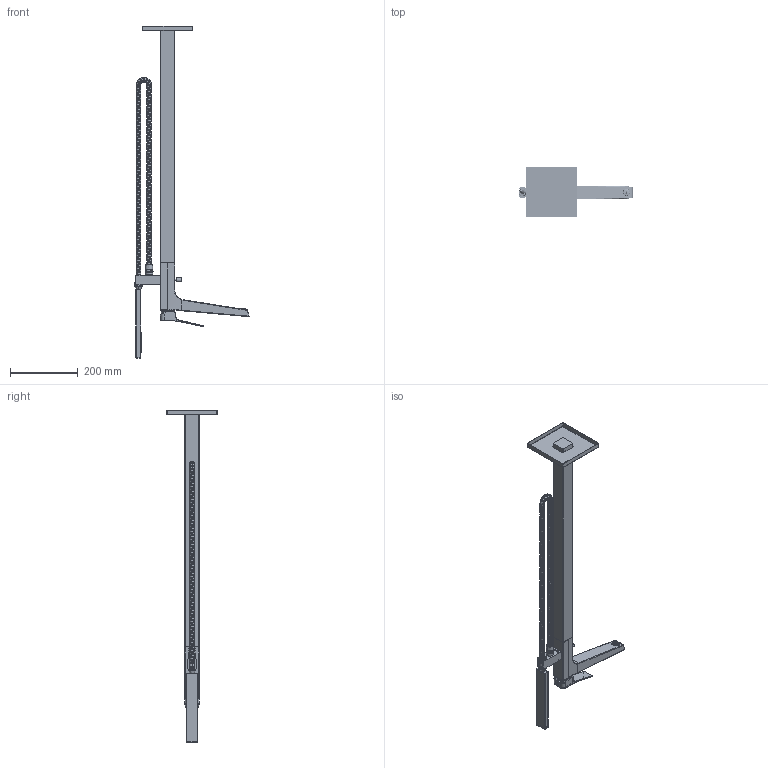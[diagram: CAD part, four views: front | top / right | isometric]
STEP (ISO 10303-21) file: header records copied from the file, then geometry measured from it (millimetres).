
FILE_DESCRIPTION (( 'STEP AP203' ), '1' );
FILE_NAME ('42CP12543.STEP', '2025-10-07T10:51:09', ( '' ), ( '' ), 'SwSTEP 2.0', 'SolidWorks 2021', '' );
FILE_SCHEMA (( 'CONFIG_CONTROL_DESIGN' ));
Products named in the file (1): 42CP12543
Bounding box: 339.01 x 150 x 980.93 mm (x, y, z)
Volume: 1710225.7 mm3; surface area: 447739.3 mm2
Topology: 16 solids, 16 shells, 2764 faces, 7135 edges, 4494 vertices
Faces by surface type: plane 1297, cylinder 1051, sphere 205, cone 98, bspline 87, torus 26
Entity records: 226796 total; most frequent: CARTESIAN_POINT 159598, ORIENTED_EDGE 14224, DIRECTION 13529, EDGE_CURVE 7112, AXIS2_PLACEMENT_3D 4825, VERTEX_POINT 4492, LINE 3879, VECTOR 3879
